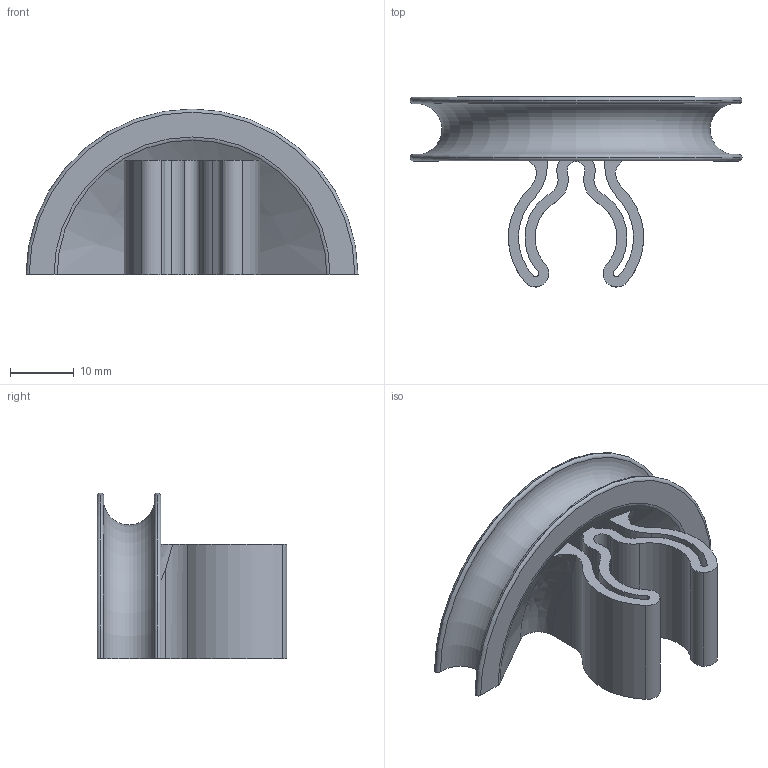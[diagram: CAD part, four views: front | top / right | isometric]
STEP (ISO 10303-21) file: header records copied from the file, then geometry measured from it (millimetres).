
FILE_DESCRIPTION(/* description */ (''),/* implementation_level */ '2;1');
FILE_NAME(/* name */ 'WireManagement_WireGuide.step',/* time_stamp */ '2025-07-20T15:03:09-07:00',/* author */ (''),/* organization */ (''),/* preprocessor_version */ 'ST-DEVELOPER v20.1',/* originating_system */ 'Autodesk Translation Framework v14.10.0.0',/* authorisation */ '');
FILE_SCHEMA (('AUTOMOTIVE_DESIGN { 1 0 10303 214 3 1 1 }'));
Length unit declared in the file: millimetre
Products named in the file (1): WireManagement
Bounding box: 52 x 29.74 x 26 mm (x, y, z)
Volume: 7800.2 mm3; surface area: 7580.5 mm2
Topology: 1 solids, 1 shells, 89 faces, 269 edges, 180 vertices
Faces by surface type: cylinder 38, bspline 28, plane 13, torus 9, cone 1
Full cylindrical faces by diameter (mm): 4 x1
Entity records: 4756 total; most frequent: CARTESIAN_POINT 2465, ORIENTED_EDGE 538, DIRECTION 420, EDGE_CURVE 269, VERTEX_POINT 180, AXIS2_PLACEMENT_3D 177, CIRCLE 115, EDGE_LOOP 95
